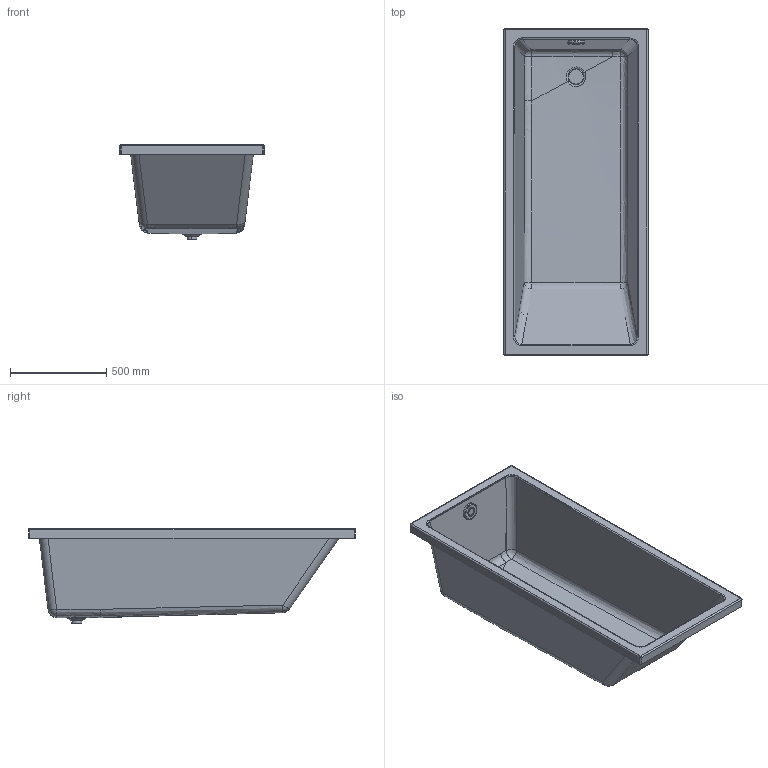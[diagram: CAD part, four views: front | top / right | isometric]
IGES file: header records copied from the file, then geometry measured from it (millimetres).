
Global section: file name: No Iges File Name specified; native system: Autodesk Inventor 2011; preprocessor: AutoDesk Inventor Iges Exporter R2011; author: Administrator; date: 20170726.110738; units: millimetre
Bounding box: 750.24 x 1700.11 x 493.54 mm (x, y, z)
Volume: 14492377.8 mm3; surface area: 5850997.9 mm2
Topology: 4 solids, 4 shells, 149 faces, 325 edges, 187 vertices
Faces by surface type: revolution 41, bspline 33, plane 31, cylinder 26, sphere 9, cone 5, torus 4
